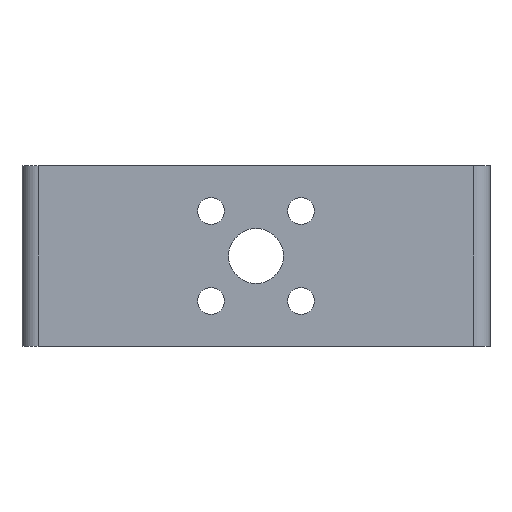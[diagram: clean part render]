
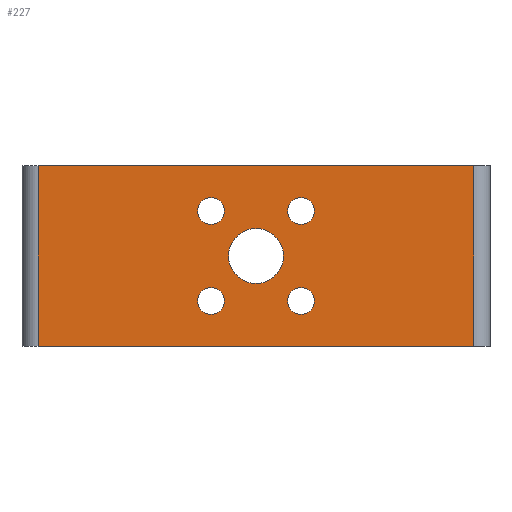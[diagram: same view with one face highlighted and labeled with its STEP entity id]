
A CAD part, front view. The second image highlights one B-rep face of the part: STEP entity #227.
In plain terms, the highlighted planar face has unit normal (0, -1, 0).
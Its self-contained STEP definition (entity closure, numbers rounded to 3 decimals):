
#18 = EDGE_LOOP ( 'NONE', ( #2222, #1081, #1897, #2158 ) ) ;
#62 = CIRCLE ( 'NONE', #643, 1.5 ) ;
#85 = EDGE_LOOP ( 'NONE', ( #1001, #1738 ) ) ;
#95 = LINE ( 'NONE', #1389, #2672 ) ;
#175 = CARTESIAN_POINT ( 'NONE',  ( -5., 0., 5. ) ) ;
#179 = CARTESIAN_POINT ( 'NONE',  ( -24.2, 0., 10.002 ) ) ;
#188 = AXIS2_PLACEMENT_3D ( 'NONE', #1541, #1554, #2355 ) ;
#193 = CIRCLE ( 'NONE', #241, 1.5 ) ;
#227 = ADVANCED_FACE ( 'NONE', ( #878, #2586, #1523, #670, #2616, #486 ), #1932, .T. ) ;
#233 = CIRCLE ( 'NONE', #1577, 1.5 ) ;
#241 = AXIS2_PLACEMENT_3D ( 'NONE', #2750, #632, #1691 ) ;
#303 = DIRECTION ( 'NONE',  ( 0., 0., 1. ) ) ;
#328 = AXIS2_PLACEMENT_3D ( 'NONE', #460, #447, #1314 ) ;
#362 = DIRECTION ( 'NONE',  ( 0., 1., 0. ) ) ;
#386 = DIRECTION ( 'NONE',  ( 0., 0., 1. ) ) ;
#401 = DIRECTION ( 'NONE',  ( 0., 1., 0. ) ) ;
#410 = AXIS2_PLACEMENT_3D ( 'NONE', #925, #1341, #1786 ) ;
#418 = AXIS2_PLACEMENT_3D ( 'NONE', #2113, #1221, #1661 ) ;
#424 = VERTEX_POINT ( 'NONE', #821 ) ;
#432 = EDGE_CURVE ( 'NONE', #901, #1838, #584, .T. ) ;
#447 = DIRECTION ( 'NONE',  ( 0., 1., 0. ) ) ;
#460 = CARTESIAN_POINT ( 'NONE',  ( -5., 0., -5. ) ) ;
#479 = VERTEX_POINT ( 'NONE', #1023 ) ;
#486 = FACE_BOUND ( 'NONE', #2297, .T. ) ;
#507 = ORIENTED_EDGE ( 'NONE', *, *, #2321, .T. ) ;
#555 = CARTESIAN_POINT ( 'NONE',  ( -5., 0., -3.5 ) ) ;
#584 = LINE ( 'NONE', #1878, #1756 ) ;
#601 = AXIS2_PLACEMENT_3D ( 'NONE', #1900, #1252, #2082 ) ;
#621 = CARTESIAN_POINT ( 'NONE',  ( 0., 0., -3.05 ) ) ;
#632 = DIRECTION ( 'NONE',  ( 0., 1., 0. ) ) ;
#643 = AXIS2_PLACEMENT_3D ( 'NONE', #175, #362, #386 ) ;
#650 = DIRECTION ( 'NONE',  ( 0., 1., 0. ) ) ;
#670 = FACE_BOUND ( 'NONE', #85, .T. ) ;
#726 = EDGE_CURVE ( 'NONE', #2018, #1829, #233, .T. ) ;
#769 = CARTESIAN_POINT ( 'NONE',  ( -26., 0., -10.002 ) ) ;
#821 = CARTESIAN_POINT ( 'NONE',  ( -5., 0., -6.5 ) ) ;
#826 = CIRCLE ( 'NONE', #2267, 1.5 ) ;
#878 = FACE_BOUND ( 'NONE', #1150, .T. ) ;
#901 = VERTEX_POINT ( 'NONE', #179 ) ;
#923 = VERTEX_POINT ( 'NONE', #1037 ) ;
#925 = CARTESIAN_POINT ( 'NONE',  ( 0., 0., 0. ) ) ;
#960 = ORIENTED_EDGE ( 'NONE', *, *, #1206, .T. ) ;
#1001 = ORIENTED_EDGE ( 'NONE', *, *, #2424, .T. ) ;
#1012 = CIRCLE ( 'NONE', #601, 1.5 ) ;
#1023 = CARTESIAN_POINT ( 'NONE',  ( 5., 0., 3.5 ) ) ;
#1037 = CARTESIAN_POINT ( 'NONE',  ( -24.2, 0., -10.002 ) ) ;
#1052 = ORIENTED_EDGE ( 'NONE', *, *, #1344, .T. ) ;
#1081 = ORIENTED_EDGE ( 'NONE', *, *, #2223, .T. ) ;
#1105 = CARTESIAN_POINT ( 'NONE',  ( -5., 0., 6.5 ) ) ;
#1150 = EDGE_LOOP ( 'NONE', ( #507, #2624 ) ) ;
#1173 = CARTESIAN_POINT ( 'NONE',  ( 24.2, 0., -10.002 ) ) ;
#1206 = EDGE_CURVE ( 'NONE', #1534, #1926, #1012, .T. ) ;
#1221 = DIRECTION ( 'NONE',  ( 0., 1., 0. ) ) ;
#1227 = VERTEX_POINT ( 'NONE', #621 ) ;
#1252 = DIRECTION ( 'NONE',  ( 0., 1., 0. ) ) ;
#1258 = DIRECTION ( 'NONE',  ( 0., 0., 1. ) ) ;
#1267 = AXIS2_PLACEMENT_3D ( 'NONE', #1353, #1767, #2217 ) ;
#1314 = DIRECTION ( 'NONE',  ( 0., 0., 1. ) ) ;
#1341 = DIRECTION ( 'NONE',  ( 0., -1., 0. ) ) ;
#1344 = EDGE_CURVE ( 'NONE', #1926, #1534, #1498, .T. ) ;
#1353 = CARTESIAN_POINT ( 'NONE',  ( 0., 0., 0. ) ) ;
#1389 = CARTESIAN_POINT ( 'NONE',  ( 24.2, 0., 10.002 ) ) ;
#1402 = CARTESIAN_POINT ( 'NONE',  ( 24.2, 0., 10.002 ) ) ;
#1420 = CARTESIAN_POINT ( 'NONE',  ( -5., 0., 3.5 ) ) ;
#1430 = EDGE_CURVE ( 'NONE', #2669, #1227, #1719, .T. ) ;
#1489 = DIRECTION ( 'NONE',  ( 0., 0., -1. ) ) ;
#1498 = CIRCLE ( 'NONE', #2438, 1.5 ) ;
#1505 = CARTESIAN_POINT ( 'NONE',  ( 0., 0., 3.05 ) ) ;
#1523 = FACE_OUTER_BOUND ( 'NONE', #18, .T. ) ;
#1534 = VERTEX_POINT ( 'NONE', #2600 ) ;
#1541 = CARTESIAN_POINT ( 'NONE',  ( 0., 0., 0. ) ) ;
#1554 = DIRECTION ( 'NONE',  ( 0., 1., 0. ) ) ;
#1577 = AXIS2_PLACEMENT_3D ( 'NONE', #2231, #1794, #303 ) ;
#1581 = ORIENTED_EDGE ( 'NONE', *, *, #2304, .T. ) ;
#1601 = ORIENTED_EDGE ( 'NONE', *, *, #2775, .T. ) ;
#1616 = EDGE_CURVE ( 'NONE', #424, #2551, #2072, .T. ) ;
#1628 = DIRECTION ( 'NONE',  ( -1., 0., 0. ) ) ;
#1641 = DIRECTION ( 'NONE',  ( 1., 0., 0. ) ) ;
#1661 = DIRECTION ( 'NONE',  ( 0., 0., 1. ) ) ;
#1691 = DIRECTION ( 'NONE',  ( 0., 0., 1. ) ) ;
#1719 = CIRCLE ( 'NONE', #188, 3.05 ) ;
#1738 = ORIENTED_EDGE ( 'NONE', *, *, #1430, .T. ) ;
#1739 = CARTESIAN_POINT ( 'NONE',  ( 5., 0., 5. ) ) ;
#1756 = VECTOR ( 'NONE', #1641, 1000. ) ;
#1767 = DIRECTION ( 'NONE',  ( 0., 1., 0. ) ) ;
#1786 = DIRECTION ( 'NONE',  ( 0., 0., -1. ) ) ;
#1794 = DIRECTION ( 'NONE',  ( 0., 1., 0. ) ) ;
#1813 = DIRECTION ( 'NONE',  ( 0., 0., 1. ) ) ;
#1826 = VECTOR ( 'NONE', #1628, 1000. ) ;
#1829 = VERTEX_POINT ( 'NONE', #1420 ) ;
#1838 = VERTEX_POINT ( 'NONE', #1402 ) ;
#1878 = CARTESIAN_POINT ( 'NONE',  ( -26., 0., 10.002 ) ) ;
#1897 = ORIENTED_EDGE ( 'NONE', *, *, #432, .F. ) ;
#1900 = CARTESIAN_POINT ( 'NONE',  ( 5., 0., -5. ) ) ;
#1926 = VERTEX_POINT ( 'NONE', #2706 ) ;
#1932 = PLANE ( 'NONE',  #410 ) ;
#2018 = VERTEX_POINT ( 'NONE', #1105 ) ;
#2072 = CIRCLE ( 'NONE', #328, 1.5 ) ;
#2082 = DIRECTION ( 'NONE',  ( 0., 0., 1. ) ) ;
#2094 = LINE ( 'NONE', #2361, #2613 ) ;
#2113 = CARTESIAN_POINT ( 'NONE',  ( -5., 0., -5. ) ) ;
#2119 = CIRCLE ( 'NONE', #1267, 3.05 ) ;
#2158 = ORIENTED_EDGE ( 'NONE', *, *, #2670, .T. ) ;
#2187 = EDGE_CURVE ( 'NONE', #2589, #923, #2695, .T. ) ;
#2206 = ORIENTED_EDGE ( 'NONE', *, *, #2679, .T. ) ;
#2217 = DIRECTION ( 'NONE',  ( 0., 0., 1. ) ) ;
#2222 = ORIENTED_EDGE ( 'NONE', *, *, #2187, .F. ) ;
#2223 = EDGE_CURVE ( 'NONE', #2589, #1838, #95, .T. ) ;
#2231 = CARTESIAN_POINT ( 'NONE',  ( -5., 0., 5. ) ) ;
#2246 = EDGE_LOOP ( 'NONE', ( #960, #1052 ) ) ;
#2263 = VERTEX_POINT ( 'NONE', #2514 ) ;
#2267 = AXIS2_PLACEMENT_3D ( 'NONE', #1739, #650, #2324 ) ;
#2297 = EDGE_LOOP ( 'NONE', ( #2446, #1581 ) ) ;
#2304 = EDGE_CURVE ( 'NONE', #2551, #424, #2660, .T. ) ;
#2321 = EDGE_CURVE ( 'NONE', #1829, #2018, #62, .T. ) ;
#2324 = DIRECTION ( 'NONE',  ( 0., 0., 1. ) ) ;
#2355 = DIRECTION ( 'NONE',  ( 0., 0., 1. ) ) ;
#2361 = CARTESIAN_POINT ( 'NONE',  ( -24.2, 0., -10.002 ) ) ;
#2424 = EDGE_CURVE ( 'NONE', #1227, #2669, #2119, .T. ) ;
#2438 = AXIS2_PLACEMENT_3D ( 'NONE', #2538, #401, #1258 ) ;
#2446 = ORIENTED_EDGE ( 'NONE', *, *, #1616, .T. ) ;
#2489 = EDGE_LOOP ( 'NONE', ( #1601, #2206 ) ) ;
#2514 = CARTESIAN_POINT ( 'NONE',  ( 5., 0., 6.5 ) ) ;
#2538 = CARTESIAN_POINT ( 'NONE',  ( 5., 0., -5. ) ) ;
#2551 = VERTEX_POINT ( 'NONE', #555 ) ;
#2586 = FACE_BOUND ( 'NONE', #2246, .T. ) ;
#2589 = VERTEX_POINT ( 'NONE', #1173 ) ;
#2600 = CARTESIAN_POINT ( 'NONE',  ( 5., 0., -6.5 ) ) ;
#2613 = VECTOR ( 'NONE', #1489, 1000. ) ;
#2616 = FACE_BOUND ( 'NONE', #2489, .T. ) ;
#2624 = ORIENTED_EDGE ( 'NONE', *, *, #726, .T. ) ;
#2660 = CIRCLE ( 'NONE', #418, 1.5 ) ;
#2669 = VERTEX_POINT ( 'NONE', #1505 ) ;
#2670 = EDGE_CURVE ( 'NONE', #901, #923, #2094, .T. ) ;
#2672 = VECTOR ( 'NONE', #1813, 1000. ) ;
#2679 = EDGE_CURVE ( 'NONE', #2263, #479, #826, .T. ) ;
#2695 = LINE ( 'NONE', #769, #1826 ) ;
#2706 = CARTESIAN_POINT ( 'NONE',  ( 5., 0., -3.5 ) ) ;
#2750 = CARTESIAN_POINT ( 'NONE',  ( 5., 0., 5. ) ) ;
#2775 = EDGE_CURVE ( 'NONE', #479, #2263, #193, .T. ) ;
